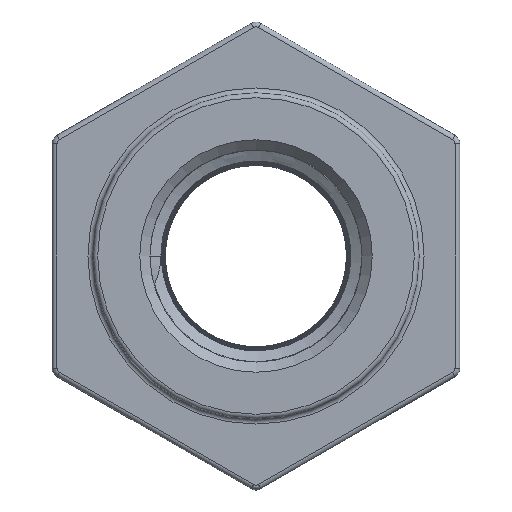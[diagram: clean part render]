
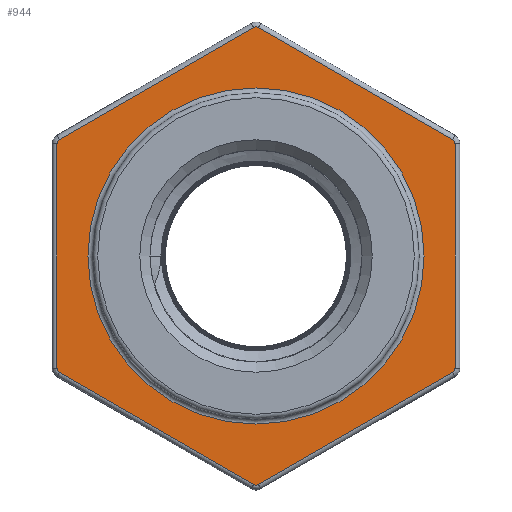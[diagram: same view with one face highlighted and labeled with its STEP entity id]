
A CAD part, left-side view. The second image highlights one B-rep face of the part: STEP entity #944.
In plain terms, the highlighted planar face has unit normal (-1, 0, 0).
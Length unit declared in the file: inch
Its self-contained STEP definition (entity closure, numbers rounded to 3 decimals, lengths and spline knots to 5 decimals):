
#76=LINE('',#2130,#118);
#77=LINE('',#2147,#119);
#78=LINE('',#2163,#120);
#80=LINE('',#2181,#122);
#82=LINE('',#2201,#124);
#84=LINE('',#2221,#126);
#118=VECTOR('',#1229,1.37409);
#119=VECTOR('',#1240,1.37409);
#120=VECTOR('',#1249,1.37409);
#122=VECTOR('',#1259,1.37409);
#124=VECTOR('',#1271,1.37409);
#126=VECTOR('',#1283,1.37409);
#175=PLANE('',#1059);
#189=FACE_BOUND('',#314,.T.);
#190=FACE_BOUND('',#315,.T.);
#314=EDGE_LOOP('',(#803));
#315=EDGE_LOOP('',(#804,#805,#806,#807,#808,#809,#810,#811,#812,#813,#814,
#815));
#385=CIRCLE('',#1031,0.03);
#388=CIRCLE('',#1035,0.03);
#391=CIRCLE('',#1039,0.03);
#395=CIRCLE('',#1044,0.03);
#399=CIRCLE('',#1049,0.03);
#402=CIRCLE('',#1053,0.03);
#403=CIRCLE('',#1060,1.03);
#460=VERTEX_POINT('',#2127);
#461=VERTEX_POINT('',#2129);
#462=VERTEX_POINT('',#2141);
#463=VERTEX_POINT('',#2145);
#464=VERTEX_POINT('',#2157);
#465=VERTEX_POINT('',#2161);
#466=VERTEX_POINT('',#2173);
#467=VERTEX_POINT('',#2177);
#469=VERTEX_POINT('',#2191);
#471=VERTEX_POINT('',#2197);
#473=VERTEX_POINT('',#2211);
#475=VERTEX_POINT('',#2217);
#477=VERTEX_POINT('',#2244);
#562=EDGE_CURVE('',#460,#461,#76,.T.);
#565=EDGE_CURVE('',#461,#462,#385,.T.);
#567=EDGE_CURVE('',#462,#463,#77,.T.);
#569=EDGE_CURVE('',#463,#464,#388,.T.);
#571=EDGE_CURVE('',#464,#465,#78,.T.);
#573=EDGE_CURVE('',#465,#466,#391,.T.);
#576=EDGE_CURVE('',#466,#467,#80,.T.);
#579=EDGE_CURVE('',#467,#469,#395,.T.);
#582=EDGE_CURVE('',#469,#471,#82,.T.);
#585=EDGE_CURVE('',#471,#473,#399,.T.);
#588=EDGE_CURVE('',#473,#475,#84,.T.);
#590=EDGE_CURVE('',#475,#460,#402,.T.);
#596=EDGE_CURVE('',#477,#477,#403,.T.);
#803=ORIENTED_EDGE('',*,*,#596,.F.);
#804=ORIENTED_EDGE('',*,*,#562,.F.);
#805=ORIENTED_EDGE('',*,*,#590,.F.);
#806=ORIENTED_EDGE('',*,*,#588,.F.);
#807=ORIENTED_EDGE('',*,*,#585,.F.);
#808=ORIENTED_EDGE('',*,*,#582,.F.);
#809=ORIENTED_EDGE('',*,*,#579,.F.);
#810=ORIENTED_EDGE('',*,*,#576,.F.);
#811=ORIENTED_EDGE('',*,*,#573,.F.);
#812=ORIENTED_EDGE('',*,*,#571,.F.);
#813=ORIENTED_EDGE('',*,*,#569,.F.);
#814=ORIENTED_EDGE('',*,*,#567,.F.);
#815=ORIENTED_EDGE('',*,*,#565,.F.);
#944=ADVANCED_FACE('',(#189,#190),#175,.T.);
#1031=AXIS2_PLACEMENT_3D('',#2143,#1234,#1235);
#1035=AXIS2_PLACEMENT_3D('',#2159,#1243,#1244);
#1039=AXIS2_PLACEMENT_3D('',#2175,#1252,#1253);
#1044=AXIS2_PLACEMENT_3D('',#2195,#1264,#1265);
#1049=AXIS2_PLACEMENT_3D('',#2215,#1276,#1277);
#1053=AXIS2_PLACEMENT_3D('',#2232,#1286,#1287);
#1059=AXIS2_PLACEMENT_3D('',#2243,#1303,#1304);
#1060=AXIS2_PLACEMENT_3D('',#2245,#1305,#1306);
#1229=DIRECTION('',(0.,0.866,0.5));
#1234=DIRECTION('center_axis',(1.,0.,0.));
#1235=DIRECTION('ref_axis',(0.,0.866,-0.5));
#1240=DIRECTION('',(0.,0.,1.));
#1243=DIRECTION('center_axis',(1.,0.,0.));
#1244=DIRECTION('ref_axis',(0.,0.866,0.5));
#1249=DIRECTION('',(0.,-0.866,0.5));
#1252=DIRECTION('center_axis',(1.,0.,0.));
#1253=DIRECTION('ref_axis',(0.,0.,1.));
#1259=DIRECTION('',(0.,-0.866,-0.5));
#1264=DIRECTION('center_axis',(1.,0.,0.));
#1265=DIRECTION('ref_axis',(0.,-0.866,0.5));
#1271=DIRECTION('',(0.,0.,-1.));
#1276=DIRECTION('center_axis',(1.,0.,0.));
#1277=DIRECTION('ref_axis',(0.,-0.866,-0.5));
#1283=DIRECTION('',(0.,0.866,-0.5));
#1286=DIRECTION('center_axis',(1.,0.,0.));
#1287=DIRECTION('ref_axis',(0.,0.,-1.));
#1303=DIRECTION('center_axis',(-1.,0.,0.));
#1304=DIRECTION('ref_axis',(0.,0.,1.));
#1305=DIRECTION('center_axis',(-1.,0.,0.));
#1306=DIRECTION('ref_axis',(0.,-1.,0.));
#2127=CARTESIAN_POINT('',(0.19,0.015,-1.40007));
#2129=CARTESIAN_POINT('',(0.19,1.205,-0.71303));
#2130=CARTESIAN_POINT('',(0.19,1.33266,-0.63933));
#2141=CARTESIAN_POINT('',(0.19,1.22,-0.68705));
#2143=CARTESIAN_POINT('Origin',(0.19,1.19,-0.68705));
#2145=CARTESIAN_POINT('',(0.19,1.22,0.68705));
#2147=CARTESIAN_POINT('',(0.19,1.22,0.36084));
#2157=CARTESIAN_POINT('',(0.19,1.205,0.71303));
#2159=CARTESIAN_POINT('Origin',(0.19,1.19,0.68705));
#2161=CARTESIAN_POINT('',(0.19,0.015,1.40007));
#2163=CARTESIAN_POINT('',(0.19,0.70766,1.00017));
#2173=CARTESIAN_POINT('',(0.19,-0.015,1.40007));
#2175=CARTESIAN_POINT('Origin',(0.19,0.,1.37409));
#2177=CARTESIAN_POINT('',(0.19,-1.205,0.71303));
#2181=CARTESIAN_POINT('',(0.19,-0.51234,1.11293));
#2191=CARTESIAN_POINT('',(0.19,-1.22,0.68705));
#2195=CARTESIAN_POINT('Origin',(0.19,-1.19,0.68705));
#2197=CARTESIAN_POINT('',(0.19,-1.22,-0.68705));
#2201=CARTESIAN_POINT('',(0.19,-1.22,-0.36084));
#2211=CARTESIAN_POINT('',(0.19,-1.205,-0.71303));
#2215=CARTESIAN_POINT('Origin',(0.19,-1.19,-0.68705));
#2217=CARTESIAN_POINT('',(0.19,-0.015,-1.40007));
#2221=CARTESIAN_POINT('',(0.19,0.11266,-1.47378));
#2232=CARTESIAN_POINT('Origin',(0.19,0.,-1.37409));
#2243=CARTESIAN_POINT('Origin',(0.19,1.09375,0.));
#2244=CARTESIAN_POINT('',(0.19,1.03,0.));
#2245=CARTESIAN_POINT('Origin',(0.19,0.,0.));
